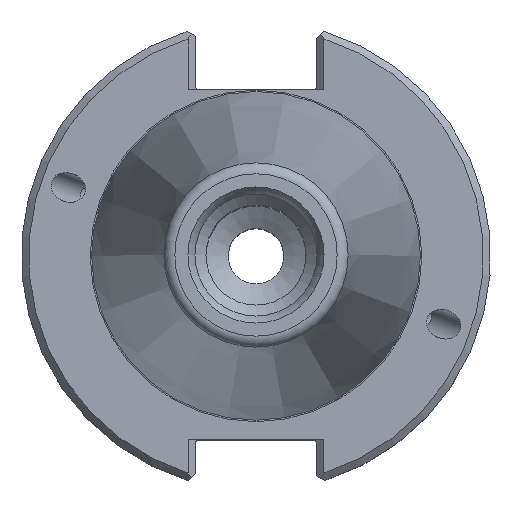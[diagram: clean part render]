
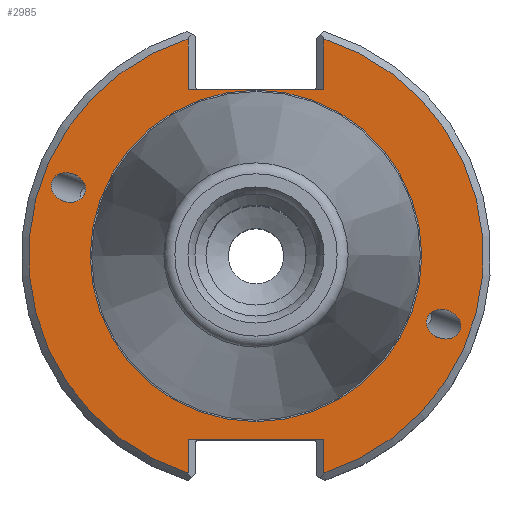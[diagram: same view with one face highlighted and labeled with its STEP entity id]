
A CAD part, top view. The second image highlights one B-rep face of the part: STEP entity #2985.
In plain terms, the highlighted planar face has unit normal (0, 0, 1).
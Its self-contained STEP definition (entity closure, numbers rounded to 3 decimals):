
#64=LINE('',#4648,#137);
#67=LINE('',#4659,#140);
#86=LINE('',#4742,#159);
#88=LINE('',#4758,#161);
#89=LINE('',#4760,#162);
#90=LINE('',#4762,#163);
#137=VECTOR('',#3655,1000.);
#140=VECTOR('',#3660,1000.);
#159=VECTOR('',#3707,1000.);
#161=VECTOR('',#3717,1000.);
#162=VECTOR('',#3718,1000.);
#163=VECTOR('',#3719,1000.);
#227=PLANE('',#3214);
#345=CIRCLE('',#3190,22.413);
#346=CIRCLE('',#3199,30.75);
#347=CIRCLE('',#3206,30.75);
#367=ELLIPSE('',#3192,2.381,1.95);
#368=ELLIPSE('',#3194,2.381,1.95);
#853=ORIENTED_EDGE('',*,*,#1166,.T.);
#854=ORIENTED_EDGE('',*,*,#1161,.T.);
#855=ORIENTED_EDGE('',*,*,#1191,.F.);
#856=ORIENTED_EDGE('',*,*,#1157,.T.);
#857=ORIENTED_EDGE('',*,*,#1183,.T.);
#858=ORIENTED_EDGE('',*,*,#1196,.T.);
#859=ORIENTED_EDGE('',*,*,#1197,.F.);
#860=ORIENTED_EDGE('',*,*,#1198,.T.);
#861=ORIENTED_EDGE('',*,*,#1155,.F.);
#862=ORIENTED_EDGE('',*,*,#1154,.F.);
#863=ORIENTED_EDGE('',*,*,#1153,.F.);
#1153=EDGE_CURVE('',#1386,#1386,#345,.T.);
#1154=EDGE_CURVE('',#1387,#1387,#367,.T.);
#1155=EDGE_CURVE('',#1388,#1388,#368,.T.);
#1157=EDGE_CURVE('',#1390,#1389,#64,.T.);
#1161=EDGE_CURVE('',#1391,#1392,#67,.T.);
#1166=EDGE_CURVE('',#1395,#1391,#346,.T.);
#1183=EDGE_CURVE('',#1389,#1406,#347,.T.);
#1191=EDGE_CURVE('',#1390,#1392,#86,.T.);
#1196=EDGE_CURVE('',#1406,#1413,#88,.T.);
#1197=EDGE_CURVE('',#1414,#1413,#89,.T.);
#1198=EDGE_CURVE('',#1414,#1395,#90,.T.);
#1386=VERTEX_POINT('',#4635);
#1387=VERTEX_POINT('',#4638);
#1388=VERTEX_POINT('',#4641);
#1389=VERTEX_POINT('',#4647);
#1390=VERTEX_POINT('',#4649);
#1391=VERTEX_POINT('',#4656);
#1392=VERTEX_POINT('',#4658);
#1395=VERTEX_POINT('',#4674);
#1406=VERTEX_POINT('',#4720);
#1413=VERTEX_POINT('',#4759);
#1414=VERTEX_POINT('',#4761);
#1687=EDGE_LOOP('',(#853,#854,#855,#856,#857,#858,#859,#860));
#1688=EDGE_LOOP('',(#861));
#1689=EDGE_LOOP('',(#862));
#1690=EDGE_LOOP('',(#863));
#1883=FACE_BOUND('',#1687,.T.);
#1884=FACE_BOUND('',#1688,.T.);
#1885=FACE_BOUND('',#1689,.T.);
#1886=FACE_BOUND('',#1690,.T.);
#2985=ADVANCED_FACE('',(#1883,#1884,#1885,#1886),#227,.T.);
#3190=AXIS2_PLACEMENT_3D('',#4634,#3643,#3644);
#3192=AXIS2_PLACEMENT_3D('',#4637,#3647,#3648);
#3194=AXIS2_PLACEMENT_3D('',#4640,#3651,#3652);
#3199=AXIS2_PLACEMENT_3D('',#4675,#3667,#3668);
#3206=AXIS2_PLACEMENT_3D('',#4721,#3693,#3694);
#3214=AXIS2_PLACEMENT_3D('',#4757,#3715,#3716);
#3643=DIRECTION('',(0.,0.,1.));
#3644=DIRECTION('',(1.,0.,0.));
#3647=DIRECTION('',(0.,0.,1.));
#3648=DIRECTION('',(-0.94,0.342,0.));
#3651=DIRECTION('',(0.,0.,1.));
#3652=DIRECTION('',(0.94,-0.342,0.));
#3655=DIRECTION('',(0.,-1.,0.));
#3660=DIRECTION('',(0.,1.,0.));
#3667=DIRECTION('',(0.,0.,1.));
#3668=DIRECTION('',(1.,0.,0.));
#3693=DIRECTION('',(0.,0.,1.));
#3694=DIRECTION('',(1.,0.,0.));
#3707=DIRECTION('',(-1.,0.,0.));
#3715=DIRECTION('',(0.,0.,1.));
#3716=DIRECTION('',(1.,0.,0.));
#3717=DIRECTION('',(0.,-1.,0.));
#3718=DIRECTION('',(1.,0.,0.));
#3719=DIRECTION('',(0.,1.,0.));
#4634=CARTESIAN_POINT('',(0.,0.,-3.17));
#4635=CARTESIAN_POINT('',(22.413,0.,-3.17));
#4637=CARTESIAN_POINT('',(25.372,-9.235,-3.17));
#4638=CARTESIAN_POINT('',(23.135,-8.42,-3.17));
#4640=CARTESIAN_POINT('',(-25.372,9.235,-3.17));
#4641=CARTESIAN_POINT('',(-23.135,8.42,-3.17));
#4647=CARTESIAN_POINT('',(9.19,-29.345,-3.17));
#4648=CARTESIAN_POINT('',(9.19,-30.831,-3.17));
#4649=CARTESIAN_POINT('',(9.19,-24.87,-3.17));
#4656=CARTESIAN_POINT('',(-9.19,-29.345,-3.17));
#4658=CARTESIAN_POINT('',(-9.19,-24.87,-3.17));
#4659=CARTESIAN_POINT('',(-9.19,-24.87,-3.17));
#4674=CARTESIAN_POINT('',(-9.19,29.345,-3.17));
#4675=CARTESIAN_POINT('',(0.,0.,-3.17));
#4720=CARTESIAN_POINT('',(9.19,29.345,-3.17));
#4721=CARTESIAN_POINT('',(0.,0.,-3.17));
#4742=CARTESIAN_POINT('',(8.19,-24.87,-3.17));
#4757=CARTESIAN_POINT('',(22.413,0.,-3.17));
#4758=CARTESIAN_POINT('',(9.19,22.46,-3.17));
#4759=CARTESIAN_POINT('',(9.19,22.46,-3.17));
#4760=CARTESIAN_POINT('',(-8.19,22.46,-3.17));
#4761=CARTESIAN_POINT('',(-9.19,22.46,-3.17));
#4762=CARTESIAN_POINT('',(-9.19,30.831,-3.17));
